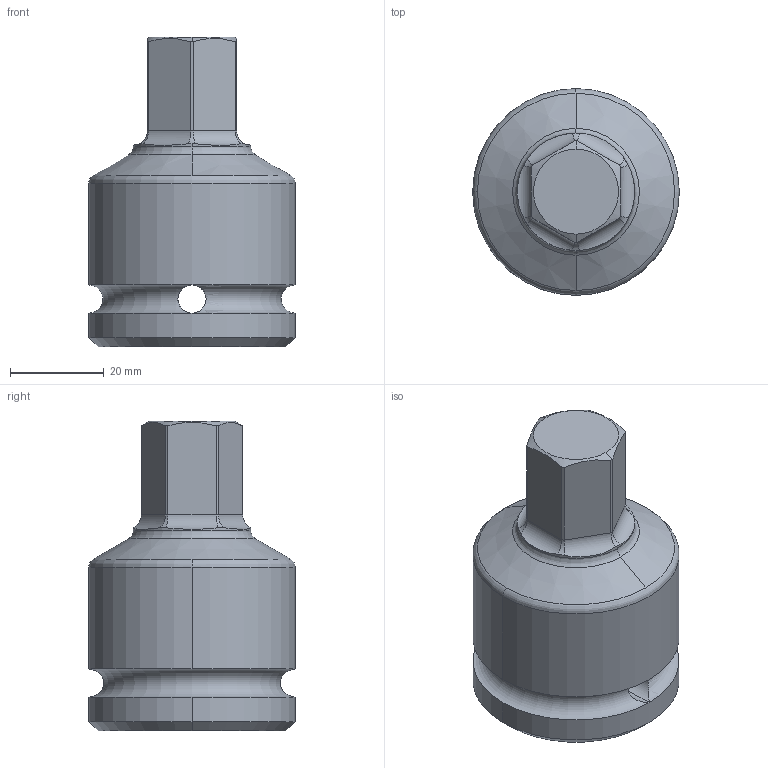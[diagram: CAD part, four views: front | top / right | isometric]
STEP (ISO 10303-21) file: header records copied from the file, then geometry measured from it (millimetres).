
FILE_DESCRIPTION((''),'2;1');
FILE_NAME('4027152319','2024-01-08T10:35:32',('a00565553'),(''),'CREO PARAMETRIC BY PTC INC, 2022414','CREO PARAMETRIC BY PTC INC, 2022414','');
FILE_SCHEMA(('CONFIG_CONTROL_DESIGN','GEOMETRIC_VALIDATION_PROPERTIES_MIM'));
Length unit declared in the file: millimetre
Products named in the file (1): 4027152319
Bounding box: 44 x 44 x 66 mm (x, y, z)
Volume: 56441.2 mm3; surface area: 11803.2 mm2
Topology: 1 solids, 1 shells, 65 faces, 156 edges, 92 vertices
Faces by surface type: cylinder 26, plane 17, torus 12, cone 10
Entity records: 2215 total; most frequent: CARTESIAN_POINT 607, DIRECTION 316, ORIENTED_EDGE 312, EDGE_CURVE 156, AXIS2_PLACEMENT_3D 131, VERTEX_POINT 92, EDGE_LOOP 68, CIRCLE 66
